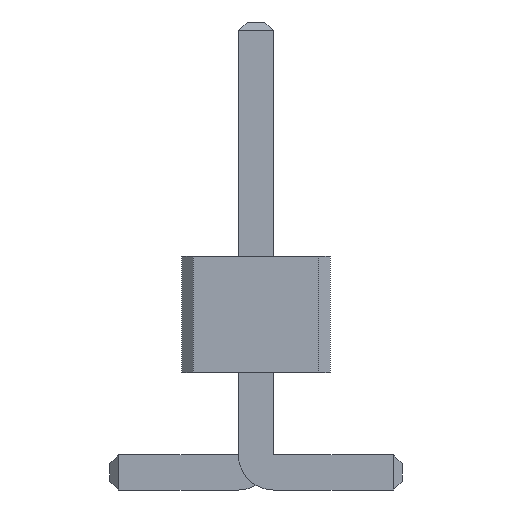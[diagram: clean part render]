
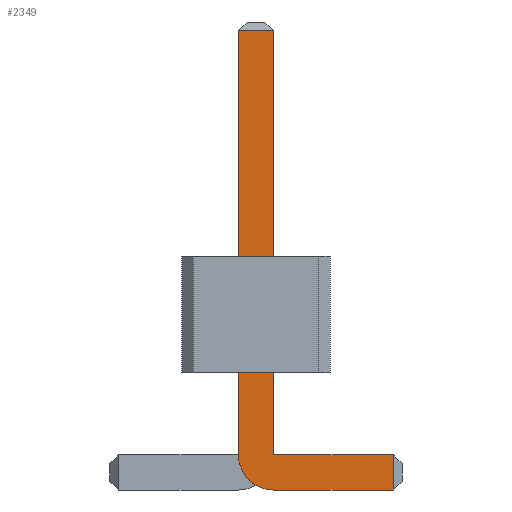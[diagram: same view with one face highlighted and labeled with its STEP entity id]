
A CAD part, front view. The second image highlights one B-rep face of the part: STEP entity #2349.
In plain terms, the highlighted planar face has unit normal (0, -1, 0).
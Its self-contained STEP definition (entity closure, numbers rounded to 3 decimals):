
#67=DIRECTION('',(1.,0.,0.));
#1010=VECTOR('',#67,1.);
#1063=DIRECTION('',(-1.,0.,0.));
#2003=VECTOR('',#1063,1.);
#2158=DIRECTION('',(-0.,1.,0.));
#2159=DIRECTION('',(0.,0.,-1.));
#2166=VECTOR('',#2167,1.);
#2167=DIRECTION('',(0.,0.,1.));
#2178=VECTOR('',#2159,1.);
#2190=DIRECTION('',(0.,1.,0.));
#2191=DIRECTION('',(1.,0.,0.));
#2198=VERTEX_POINT('',#2199);
#2199=CARTESIAN_POINT('',(1.175,-8.15,0.));
#2202=ORIENTED_EDGE('',*,*,#2203,.T.);
#2203=EDGE_CURVE('',#2198,#2204,#2206,.T.);
#2204=VERTEX_POINT('',#2205);
#2205=CARTESIAN_POINT('',(0.15,-8.15,0.));
#2206=LINE('',#2207,#2003);
#2207=CARTESIAN_POINT('',(1.25,-8.15,0.));
#2244=VERTEX_POINT('',#2245);
#2245=CARTESIAN_POINT('',(-0.15,-8.15,0.3));
#2248=EDGE_CURVE('',#2204,#2244,#2249,.T.);
#2249=CIRCLE('',#2250,0.3);
#2250=AXIS2_PLACEMENT_3D('',#2251,#2158,#2159);
#2251=CARTESIAN_POINT('',(0.15,-8.15,0.3));
#2260=VERTEX_POINT('',#2251);
#2262=ORIENTED_EDGE('',*,*,#2263,.T.);
#2263=EDGE_CURVE('',#2260,#2264,#2266,.T.);
#2264=VERTEX_POINT('',#2265);
#2265=CARTESIAN_POINT('',(1.175,-8.15,0.3));
#2266=LINE('',#2251,#1010);
#2276=ORIENTED_EDGE('',*,*,#2277,.T.);
#2277=EDGE_CURVE('',#2244,#2278,#2280,.T.);
#2278=VERTEX_POINT('',#2279);
#2279=CARTESIAN_POINT('',(-0.15,-8.15,3.925));
#2280=LINE('',#2281,#2166);
#2281=CARTESIAN_POINT('',(-0.15,-8.15,0.));
#2294=VERTEX_POINT('',#2295);
#2295=CARTESIAN_POINT('',(0.15,-8.15,3.925));
#2297=ORIENTED_EDGE('',*,*,#2298,.T.);
#2298=EDGE_CURVE('',#2294,#2260,#2299,.T.);
#2299=LINE('',#2300,#2178);
#2300=CARTESIAN_POINT('',(0.15,-8.15,4.));
#2349=ADVANCED_FACE('',(#2350),#2359,.F.);
#2350=FACE_BOUND('',#2351,.F.);
#2351=EDGE_LOOP('',(#2202,#2352,#2276,#2353,#2297,#2262,#2356));
#2352=ORIENTED_EDGE('',*,*,#2248,.T.);
#2353=ORIENTED_EDGE('',*,*,#2354,.T.);
#2354=EDGE_CURVE('',#2278,#2294,#2355,.T.);
#2355=LINE('',#2279,#1010);
#2356=ORIENTED_EDGE('',*,*,#2357,.T.);
#2357=EDGE_CURVE('',#2264,#2198,#2358,.T.);
#2358=LINE('',#2265,#2178);
#2359=PLANE('',#2360);
#2360=AXIS2_PLACEMENT_3D('',#2361,#2190,#2191);
#2361=CARTESIAN_POINT('',(0.173,-8.15,1.623));
